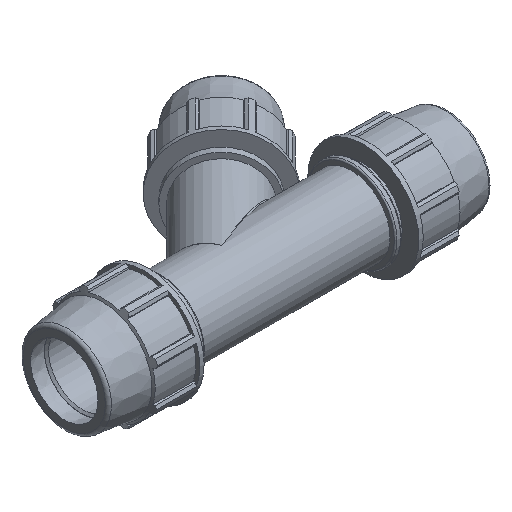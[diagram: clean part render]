
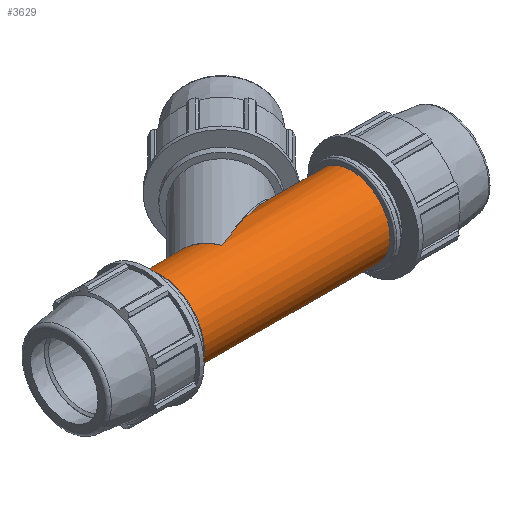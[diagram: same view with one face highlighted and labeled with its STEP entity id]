
A CAD part, isometric view. The second image highlights one B-rep face of the part: STEP entity #3629.
In plain terms, the highlighted cylindrical face has radius 63.35 mm (diameter 126.7 mm), a full revolution.
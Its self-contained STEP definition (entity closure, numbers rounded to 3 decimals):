
#33=ELLIPSE('',#3910,170.461,63.35);
#35=ELLIPSE('',#3912,68.923,63.35);
#51=FACE_BOUND('',#508,.T.);
#52=FACE_BOUND('',#509,.T.);
#114=CYLINDRICAL_SURFACE('',#3921,63.35);
#300=FACE_OUTER_BOUND('',#507,.T.);
#507=EDGE_LOOP('',(#2741));
#508=EDGE_LOOP('',(#2742,#2743));
#509=EDGE_LOOP('',(#2744));
#727=CIRCLE('',#3922,63.35);
#728=CIRCLE('',#3923,63.35);
#1623=VERTEX_POINT('',#5976);
#1624=VERTEX_POINT('',#5977);
#1629=VERTEX_POINT('',#6034);
#1630=VERTEX_POINT('',#6036);
#2062=EDGE_CURVE('',#1623,#1624,#33,.T.);
#2064=EDGE_CURVE('',#1624,#1623,#35,.T.);
#2070=EDGE_CURVE('',#1629,#1629,#727,.T.);
#2071=EDGE_CURVE('',#1630,#1630,#728,.T.);
#2741=ORIENTED_EDGE('',*,*,#2070,.F.);
#2742=ORIENTED_EDGE('',*,*,#2064,.F.);
#2743=ORIENTED_EDGE('',*,*,#2062,.F.);
#2744=ORIENTED_EDGE('',*,*,#2071,.T.);
#3629=ADVANCED_FACE('',(#300,#51,#52),#114,.T.);
#3910=AXIS2_PLACEMENT_3D('',#5978,#4699,#4700);
#3912=AXIS2_PLACEMENT_3D('',#6020,#4703,#4704);
#3921=AXIS2_PLACEMENT_3D('',#6033,#4721,#4722);
#3922=AXIS2_PLACEMENT_3D('',#6035,#4723,#4724);
#3923=AXIS2_PLACEMENT_3D('',#6037,#4725,#4726);
#4699=DIRECTION('center_axis',(-0.372,0.928,0.));
#4700=DIRECTION('ref_axis',(0.928,0.372,0.));
#4703=DIRECTION('center_axis',(0.919,0.394,0.));
#4704=DIRECTION('ref_axis',(-0.394,0.919,0.));
#4721=DIRECTION('center_axis',(1.,0.,0.));
#4722=DIRECTION('ref_axis',(0.,1.,0.));
#4723=DIRECTION('center_axis',(1.,0.,0.));
#4724=DIRECTION('ref_axis',(0.,0.,-1.));
#4725=DIRECTION('center_axis',(1.,0.,0.));
#4726=DIRECTION('ref_axis',(0.,0.,-1.));
#5976=CARTESIAN_POINT('',(-56.1,0.,63.35));
#5977=CARTESIAN_POINT('',(-56.1,0.,-63.35));
#5978=CARTESIAN_POINT('Origin',(-56.1,0.,0.));
#6020=CARTESIAN_POINT('Origin',(-56.1,0.,0.));
#6033=CARTESIAN_POINT('Origin',(77.604,0.,0.));
#6034=CARTESIAN_POINT('',(155.208,63.35,0.));
#6035=CARTESIAN_POINT('Origin',(155.208,0.,0.));
#6036=CARTESIAN_POINT('',(-155.208,63.35,0.));
#6037=CARTESIAN_POINT('Origin',(-155.208,0.,
0.));
